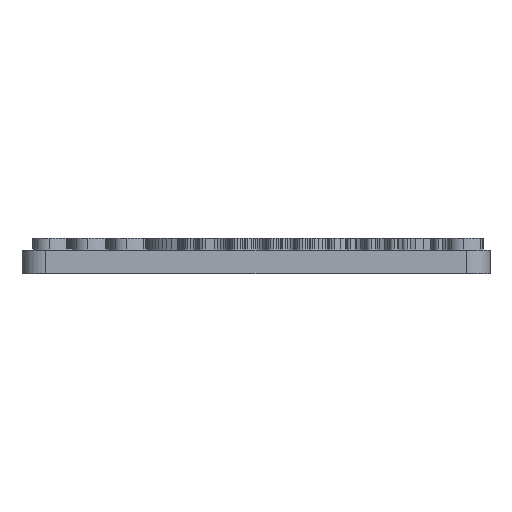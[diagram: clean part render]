
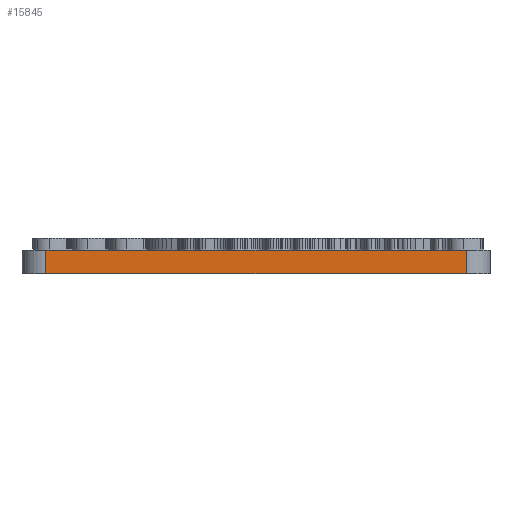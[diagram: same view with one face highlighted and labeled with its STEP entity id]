
A CAD part, front view. The second image highlights one B-rep face of the part: STEP entity #15845.
In plain terms, the highlighted planar face has unit normal (0, -1, 0).
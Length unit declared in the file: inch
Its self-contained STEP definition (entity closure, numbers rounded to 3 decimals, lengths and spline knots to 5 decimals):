
#791=PLANE('',#16725);
#1375=FACE_OUTER_BOUND('',#2222,.T.);
#2222=EDGE_LOOP('',(#11281,#11282,#11283,#11284));
#3056=LINE('',#20471,#4972);
#3065=LINE('',#20521,#4981);
#3066=LINE('',#20524,#4982);
#3078=LINE('',#21552,#4994);
#4972=VECTOR('',#17328,0.3937);
#4981=VECTOR('',#17389,0.3937);
#4982=VECTOR('',#17392,0.3937);
#4994=VECTOR('',#17412,0.3937);
#6915=VERTEX_POINT('',#20457);
#6921=VERTEX_POINT('',#20469);
#6935=VERTEX_POINT('',#20517);
#6937=VERTEX_POINT('',#20523);
#8543=EDGE_CURVE('',#6915,#6921,#3056,.T.);
#8566=EDGE_CURVE('',#6915,#6935,#3065,.T.);
#8567=EDGE_CURVE('',#6935,#6937,#3066,.T.);
#8822=EDGE_CURVE('',#6937,#6921,#3078,.T.);
#11281=ORIENTED_EDGE('',*,*,#8566,.F.);
#11282=ORIENTED_EDGE('',*,*,#8543,.T.);
#11283=ORIENTED_EDGE('',*,*,#8822,.F.);
#11284=ORIENTED_EDGE('',*,*,#8567,.F.);
#15845=ADVANCED_FACE('',(#1375),#791,.T.);
#16725=AXIS2_PLACEMENT_3D('',#21551,#17410,#17411);
#17328=DIRECTION('',(1.,0.,0.));
#17389=DIRECTION('',(0.,0.,1.));
#17392=DIRECTION('',(1.,0.,0.));
#17410=DIRECTION('center_axis',(0.,-1.,0.));
#17411=DIRECTION('ref_axis',(1.,0.,0.));
#17412=DIRECTION('',(0.,0.,-1.));
#20457=CARTESIAN_POINT('',(-0.53055,-0.59055,0.));
#20469=CARTESIAN_POINT('',(0.53055,-0.59055,0.));
#20471=CARTESIAN_POINT('',(-0.59055,-0.59055,0.));
#20517=CARTESIAN_POINT('',(-0.53055,-0.59055,0.06));
#20521=CARTESIAN_POINT('',(-0.53055,-0.59055,0.));
#20523=CARTESIAN_POINT('',(0.53055,-0.59055,0.06));
#20524=CARTESIAN_POINT('',(-0.59055,-0.59055,0.06));
#21551=CARTESIAN_POINT('Origin',(-0.59055,-0.59055,
0.));
#21552=CARTESIAN_POINT('',(0.53055,-0.59055,0.));
